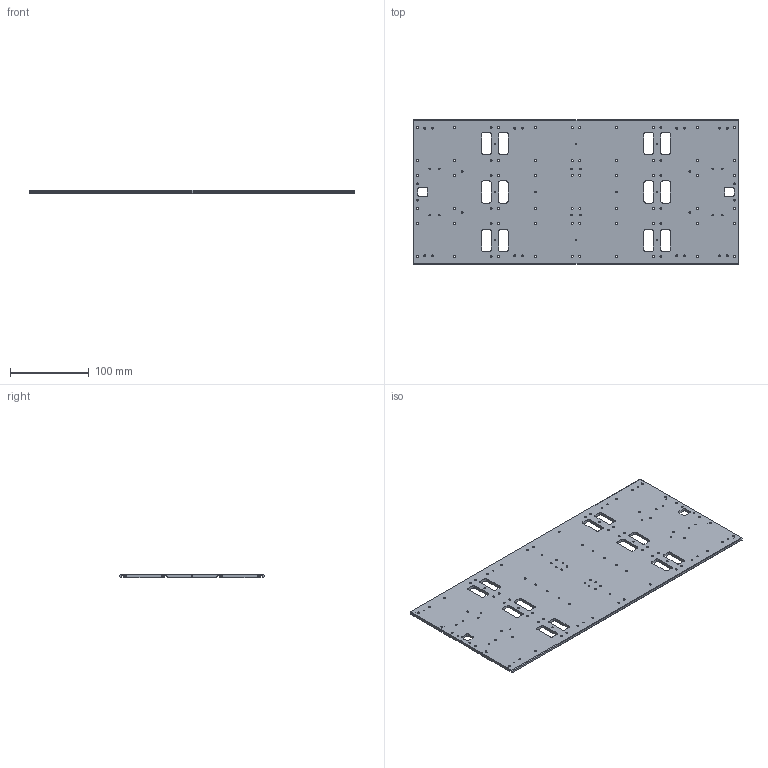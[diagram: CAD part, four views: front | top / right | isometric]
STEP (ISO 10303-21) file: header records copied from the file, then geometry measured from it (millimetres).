
FILE_DESCRIPTION(/* description */ (''),/* implementation_level */ '2;1');
FILE_NAME(/* name */ 'Cooling_plate_MB_BOTH.stp',/* time_stamp */ '2020-10-27T12:24:52+01:00',/* author */ (''),/* organization */ (''),/* preprocessor_version */ 'ST-DEVELOPER v16.7',/* originating_system */ 'SIEMENS PLM Software NX 1892',/* authorisation */ '');
FILE_SCHEMA (('AUTOMOTIVE_DESIGN { 1 0 10303 214 3 1 1 1 }'));
Length unit declared in the file: millimetre
Products named in the file (1): bez3144D361uya9
Bounding box: 413.3 x 184 x 4 mm (x, y, z)
Volume: 259827.1 mm3; surface area: 162120.5 mm2
Topology: 1 solids, 1 shells, 350 faces, 1069 edges, 721 vertices
Faces by surface type: cylinder 212, plane 130, cone 8
Full cylindrical faces by diameter (mm): 2.05 x46, 2.5 x82
Entity records: 11768 total; most frequent: DIRECTION 2022, CARTESIAN_POINT 1975, ORIENTED_EDGE 1792, EDGE_CURVE 896, AXIS2_PLACEMENT_3D 787, EDGE_LOOP 754, VERTEX_POINT 692, FACE_BOUND 564
